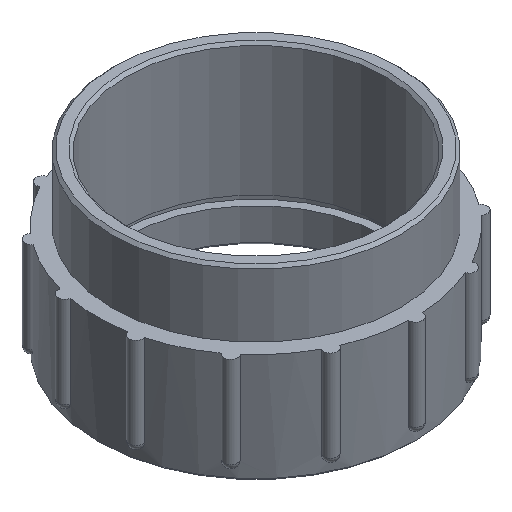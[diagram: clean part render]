
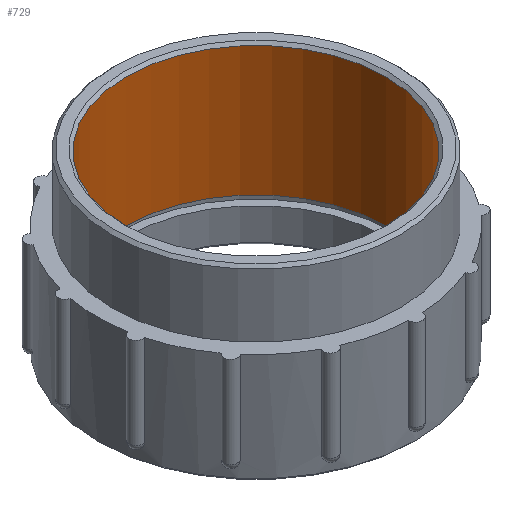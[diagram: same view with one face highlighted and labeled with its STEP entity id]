
A CAD part, isometric view. The second image highlights one B-rep face of the part: STEP entity #729.
In plain terms, the highlighted cylindrical face has radius 23.55 mm (diameter 47.1 mm), a full revolution.
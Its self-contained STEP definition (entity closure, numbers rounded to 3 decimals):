
#113=CYLINDRICAL_SURFACE($,#796,23.55);
#143=FACE_BOUND($,#206,.T.);
#158=FACE_OUTER_BOUND($,#205,.T.);
#205=EDGE_LOOP($,(#579));
#206=EDGE_LOOP($,(#580));
#266=CIRCLE($,#792,23.55);
#269=CIRCLE($,#797,23.55);
#377=VERTEX_POINT($,#1553);
#380=VERTEX_POINT($,#1561);
#460=EDGE_CURVE($,#377,#377,#266,.T.);
#463=EDGE_CURVE($,#380,#380,#269,.T.);
#579=ORIENTED_EDGE($,*,*,#463,.T.);
#580=ORIENTED_EDGE($,*,*,#460,.F.);
#729=ADVANCED_FACE($,(#158,#143),#113,.F.);
#792=AXIS2_PLACEMENT_3D($,#1554,#944,#945);
#796=AXIS2_PLACEMENT_3D($,#1560,#952,#953);
#797=AXIS2_PLACEMENT_3D($,#1562,#954,#955);
#944=DIRECTION('center_axis',(0.,0.,-1.));
#945=DIRECTION('ref_axis',(-1.,0.,0.));
#952=DIRECTION('center_axis',(0.,0.,-1.));
#953=DIRECTION('ref_axis',(-1.,0.,0.));
#954=DIRECTION('center_axis',(0.,0.,-1.));
#955=DIRECTION('ref_axis',(-1.,0.,0.));
#1553=CARTESIAN_POINT('',(23.55,0.,31.5));
#1554=CARTESIAN_POINT('Origin',(0.,0.,31.5));
#1560=CARTESIAN_POINT('Origin',(0.,0.,32.));
#1561=CARTESIAN_POINT('',(23.55,0.,8.));
#1562=CARTESIAN_POINT('Origin',(0.,0.,8.));
